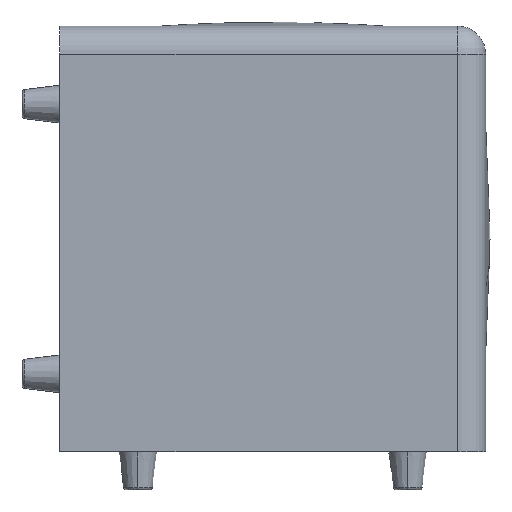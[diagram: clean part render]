
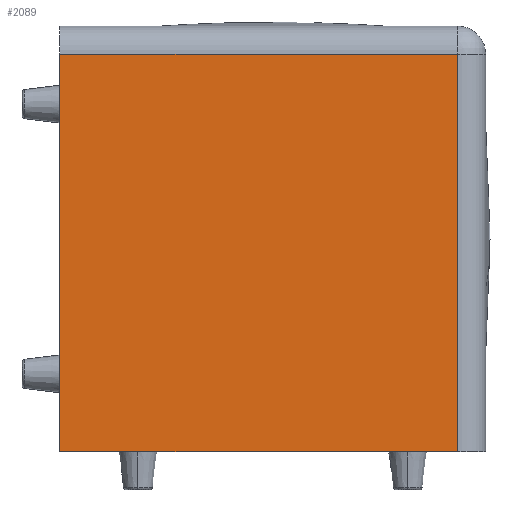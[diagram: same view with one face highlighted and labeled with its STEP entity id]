
A CAD part, front view. The second image highlights one B-rep face of the part: STEP entity #2089.
In plain terms, the highlighted planar face has unit normal (0, -1, 0).
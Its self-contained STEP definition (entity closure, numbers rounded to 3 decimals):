
#218 = EDGE_CURVE ( 'NONE', #5355, #1554, #3140, .T. ) ;
#529 = AXIS2_PLACEMENT_3D ( 'NONE', #2211, #1869, #4758 ) ;
#542 = VECTOR ( 'NONE', #2667, 1000. ) ;
#605 = CARTESIAN_POINT ( 'NONE',  ( -12.542, -15.85, 93.393 ) ) ;
#637 = EDGE_LOOP ( 'NONE', ( #3449, #2265, #4922, #4820 ) ) ;
#1073 = CARTESIAN_POINT ( 'NONE',  ( -12.542, -15.85, 48.393 ) ) ;
#1143 = DIRECTION ( 'NONE',  ( 1., 0., 0. ) ) ;
#1295 = CARTESIAN_POINT ( 'NONE',  ( 29.458, -15.85, 93.393 ) ) ;
#1509 = EDGE_CURVE ( 'NONE', #5101, #5355, #2543, .T. ) ;
#1552 = LINE ( 'NONE', #605, #5414 ) ;
#1554 = VERTEX_POINT ( 'NONE', #1641 ) ;
#1641 = CARTESIAN_POINT ( 'NONE',  ( 29.458, -15.85, 90.393 ) ) ;
#1777 = EDGE_CURVE ( 'NONE', #1554, #3696, #4719, .T. ) ;
#1869 = DIRECTION ( 'NONE',  ( 0., 1., 0. ) ) ;
#1994 = CARTESIAN_POINT ( 'NONE',  ( -12.542, -15.85, 48.393 ) ) ;
#2089 = ADVANCED_FACE ( 'NONE', ( #3360 ), #4594, .F. ) ;
#2211 = CARTESIAN_POINT ( 'NONE',  ( -12.542, -15.85, 93.393 ) ) ;
#2265 = ORIENTED_EDGE ( 'NONE', *, *, #218, .T. ) ;
#2543 = LINE ( 'NONE', #1994, #5179 ) ;
#2635 = VECTOR ( 'NONE', #3249, 1000. ) ;
#2667 = DIRECTION ( 'NONE',  ( 0., 0., 1. ) ) ;
#2892 = CARTESIAN_POINT ( 'NONE',  ( -12.542, -15.85, 90.393 ) ) ;
#3095 = CARTESIAN_POINT ( 'NONE',  ( 29.458, -15.85, 48.393 ) ) ;
#3140 = LINE ( 'NONE', #1295, #542 ) ;
#3249 = DIRECTION ( 'NONE',  ( -1., 0., 0. ) ) ;
#3360 = FACE_OUTER_BOUND ( 'NONE', #637, .T. ) ;
#3449 = ORIENTED_EDGE ( 'NONE', *, *, #1509, .T. ) ;
#3696 = VERTEX_POINT ( 'NONE', #4978 ) ;
#4273 = EDGE_CURVE ( 'NONE', #3696, #5101, #1552, .T. ) ;
#4594 = PLANE ( 'NONE',  #529 ) ;
#4719 = LINE ( 'NONE', #2892, #2635 ) ;
#4758 = DIRECTION ( 'NONE',  ( -1., 0., 0. ) ) ;
#4820 = ORIENTED_EDGE ( 'NONE', *, *, #4273, .T. ) ;
#4922 = ORIENTED_EDGE ( 'NONE', *, *, #1777, .T. ) ;
#4978 = CARTESIAN_POINT ( 'NONE',  ( -12.542, -15.85, 90.393 ) ) ;
#5101 = VERTEX_POINT ( 'NONE', #1073 ) ;
#5179 = VECTOR ( 'NONE', #1143, 1000. ) ;
#5355 = VERTEX_POINT ( 'NONE', #3095 ) ;
#5414 = VECTOR ( 'NONE', #5806, 1000. ) ;
#5806 = DIRECTION ( 'NONE',  ( 0., 0., -1. ) ) ;
